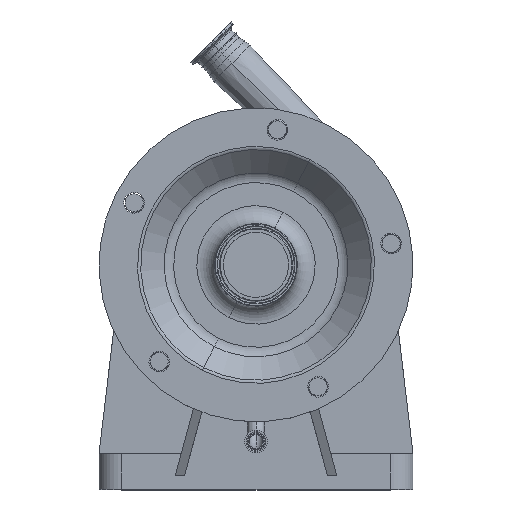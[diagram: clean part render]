
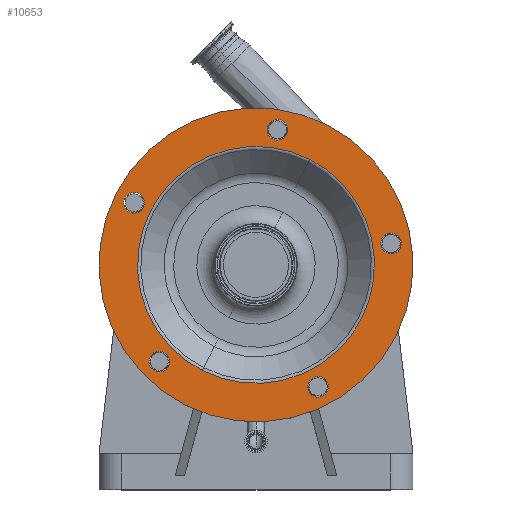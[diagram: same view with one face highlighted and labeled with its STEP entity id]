
A CAD part, top view. The second image highlights one B-rep face of the part: STEP entity #10653.
In plain terms, the highlighted planar face has unit normal (0, 0, 1).
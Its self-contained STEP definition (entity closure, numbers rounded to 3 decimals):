
#11 = ORIENTED_EDGE ( 'NONE', *, *, #10955, .F. ) ;
#20 = CIRCLE ( 'NONE', #11506, 11.5 ) ;
#375 = FACE_BOUND ( 'NONE', #6071, .T. ) ;
#524 = CARTESIAN_POINT ( 'NONE',  ( 18.635, 140.376, 289.5 ) ) ;
#554 = CARTESIAN_POINT ( 'NONE',  ( 0., 0., 289.5 ) ) ;
#622 = CIRCLE ( 'NONE', #2998, 11.5 ) ;
#810 = AXIS2_PLACEMENT_3D ( 'NONE', #8217, #6807, #13797 ) ;
#874 = CIRCLE ( 'NONE', #7117, 175. ) ;
#1109 = CIRCLE ( 'NONE', #7578, 175. ) ;
#1491 = CARTESIAN_POINT ( 'NONE',  ( 0., 0., 289.5 ) ) ;
#1604 = AXIS2_PLACEMENT_3D ( 'NONE', #3112, #4453, #6658 ) ;
#1624 = AXIS2_PLACEMENT_3D ( 'NONE', #11253, #10188, #12524 ) ;
#1636 = VERTEX_POINT ( 'NONE', #5870 ) ;
#1642 = DIRECTION ( 'NONE',  ( 0., 0., 1. ) ) ;
#1756 = AXIS2_PLACEMENT_3D ( 'NONE', #8481, #1806, #6389 ) ;
#1784 = VERTEX_POINT ( 'NONE', #3834 ) ;
#1806 = DIRECTION ( 'NONE',  ( 0., 0., 1. ) ) ;
#1859 = DIRECTION ( 'NONE',  ( -0.454, -0.891, 0. ) ) ;
#2009 = CARTESIAN_POINT ( 'NONE',  ( -107.834, -107.834, 289.5 ) ) ;
#2035 = VERTEX_POINT ( 'NONE', #3870 ) ;
#2058 = VERTEX_POINT ( 'NONE', #2679 ) ;
#2197 = CARTESIAN_POINT ( 'NONE',  ( 29.077, 160.869, 289.5 ) ) ;
#2246 = DIRECTION ( 'NONE',  ( 0., 0., -1. ) ) ;
#2351 = EDGE_CURVE ( 'NONE', #7880, #14048, #13510, .T. ) ;
#2374 = CARTESIAN_POINT ( 'NONE',  ( 145.402, 13.61, 289.5 ) ) ;
#2397 = ORIENTED_EDGE ( 'NONE', *, *, #9280, .T. ) ;
#2542 = CARTESIAN_POINT ( 'NONE',  ( 23.856, 150.622, 289.5 ) ) ;
#2679 = CARTESIAN_POINT ( 'NONE',  ( 64.013, -146.125, 289.5 ) ) ;
#2749 = DIRECTION ( 'NONE',  ( 0.454, 0.891, 0. ) ) ;
#2998 = AXIS2_PLACEMENT_3D ( 'NONE', #2009, #6439, #14411 ) ;
#3107 = DIRECTION ( 'NONE',  ( 0.454, 0.891, 0. ) ) ;
#3112 = CARTESIAN_POINT ( 'NONE',  ( 150.622, 23.856, 289.5 ) ) ;
#3129 = ORIENTED_EDGE ( 'NONE', *, *, #3492, .F. ) ;
#3361 = EDGE_LOOP ( 'NONE', ( #8413, #13460 ) ) ;
#3492 = EDGE_CURVE ( 'NONE', #4557, #2035, #10619, .T. ) ;
#3576 = CARTESIAN_POINT ( 'NONE',  ( 23.856, 150.622, 289.5 ) ) ;
#3731 = CARTESIAN_POINT ( 'NONE',  ( -155.926, 79.448, 289.5 ) ) ;
#3739 = DIRECTION ( 'NONE',  ( 0.454, 0.891, 0. ) ) ;
#3834 = CARTESIAN_POINT ( 'NONE',  ( 155.843, 34.103, 289.5 ) ) ;
#3870 = CARTESIAN_POINT ( 'NONE',  ( -141.099, 58.987, 289.5 ) ) ;
#3953 = EDGE_CURVE ( 'NONE', #2058, #4388, #13768, .T. ) ;
#3974 = CIRCLE ( 'NONE', #7329, 132.071 ) ;
#3990 = DIRECTION ( 'NONE',  ( -0.454, -0.891, 0. ) ) ;
#4033 = CARTESIAN_POINT ( 'NONE',  ( 150.622, 23.856, 289.5 ) ) ;
#4133 = ORIENTED_EDGE ( 'NONE', *, *, #11542, .F. ) ;
#4388 = VERTEX_POINT ( 'NONE', #5275 ) ;
#4453 = DIRECTION ( 'NONE',  ( 0., 0., 1. ) ) ;
#4542 = DIRECTION ( 'NONE',  ( 0.454, 0.891, 0. ) ) ;
#4549 = ORIENTED_EDGE ( 'NONE', *, *, #6893, .F. ) ;
#4557 = VERTEX_POINT ( 'NONE', #8581 ) ;
#4782 = FACE_BOUND ( 'NONE', #7978, .T. ) ;
#4821 = ORIENTED_EDGE ( 'NONE', *, *, #13306, .F. ) ;
#4854 = FACE_BOUND ( 'NONE', #9151, .T. ) ;
#4925 = DIRECTION ( 'NONE',  ( -0.454, -0.891, 0. ) ) ;
#4953 = AXIS2_PLACEMENT_3D ( 'NONE', #4033, #1642, #8613 ) ;
#5003 = ORIENTED_EDGE ( 'NONE', *, *, #7402, .F. ) ;
#5183 = DIRECTION ( 'NONE',  ( 0., 0., -1. ) ) ;
#5198 = AXIS2_PLACEMENT_3D ( 'NONE', #7952, #2246, #5556 ) ;
#5275 = CARTESIAN_POINT ( 'NONE',  ( 74.454, -125.632, 289.5 ) ) ;
#5556 = DIRECTION ( 'NONE',  ( -0.454, -0.891, 0. ) ) ;
#5743 = CARTESIAN_POINT ( 'NONE',  ( -113.055, -118.08, 289.5 ) ) ;
#5764 = EDGE_LOOP ( 'NONE', ( #5003, #4133 ) ) ;
#5870 = CARTESIAN_POINT ( 'NONE',  ( -102.613, -97.587, 289.5 ) ) ;
#5918 = FACE_BOUND ( 'NONE', #5764, .T. ) ;
#5981 = CARTESIAN_POINT ( 'NONE',  ( 59.959, 117.676, 289.5 ) ) ;
#6056 = DIRECTION ( 'NONE',  ( 0., 0., -1. ) ) ;
#6071 = EDGE_LOOP ( 'NONE', ( #2397, #13195 ) ) ;
#6248 = CARTESIAN_POINT ( 'NONE',  ( -79.448, -155.926, 289.5 ) ) ;
#6336 = DIRECTION ( 'NONE',  ( 0., 0., -1. ) ) ;
#6389 = DIRECTION ( 'NONE',  ( 0.454, 0.891, 0. ) ) ;
#6439 = DIRECTION ( 'NONE',  ( 0., 0., 1. ) ) ;
#6508 = EDGE_LOOP ( 'NONE', ( #14005, #4549 ) ) ;
#6631 = CIRCLE ( 'NONE', #4953, 11.5 ) ;
#6658 = DIRECTION ( 'NONE',  ( 0.454, 0.891, 0. ) ) ;
#6754 = VERTEX_POINT ( 'NONE', #6945 ) ;
#6807 = DIRECTION ( 'NONE',  ( 0., 0., 1. ) ) ;
#6893 = EDGE_CURVE ( 'NONE', #7731, #14497, #874, .T. ) ;
#6904 = CIRCLE ( 'NONE', #7375, 11.5 ) ;
#6945 = CARTESIAN_POINT ( 'NONE',  ( -59.959, -117.676, 289.5 ) ) ;
#7117 = AXIS2_PLACEMENT_3D ( 'NONE', #14812, #6336, #13181 ) ;
#7329 = AXIS2_PLACEMENT_3D ( 'NONE', #1491, #6056, #4925 ) ;
#7375 = AXIS2_PLACEMENT_3D ( 'NONE', #9386, #11035, #2749 ) ;
#7402 = EDGE_CURVE ( 'NONE', #1784, #11958, #6631, .T. ) ;
#7578 = AXIS2_PLACEMENT_3D ( 'NONE', #554, #5183, #3990 ) ;
#7731 = VERTEX_POINT ( 'NONE', #8746 ) ;
#7880 = VERTEX_POINT ( 'NONE', #2197 ) ;
#7952 = CARTESIAN_POINT ( 'NONE',  ( 0., 0., 289.5 ) ) ;
#7974 = EDGE_CURVE ( 'NONE', #13010, #6754, #10241, .T. ) ;
#7978 = EDGE_LOOP ( 'NONE', ( #3129, #11 ) ) ;
#8213 = AXIS2_PLACEMENT_3D ( 'NONE', #3576, #9362, #4542 ) ;
#8217 = CARTESIAN_POINT ( 'NONE',  ( -135.878, 69.234, 289.5 ) ) ;
#8413 = ORIENTED_EDGE ( 'NONE', *, *, #2351, .F. ) ;
#8481 = CARTESIAN_POINT ( 'NONE',  ( 69.234, -135.878, 289.5 ) ) ;
#8581 = CARTESIAN_POINT ( 'NONE',  ( -130.658, 79.48, 289.5 ) ) ;
#8613 = DIRECTION ( 'NONE',  ( 0.454, 0.891, 0. ) ) ;
#8746 = CARTESIAN_POINT ( 'NONE',  ( 79.448, 155.926, 289.5 ) ) ;
#8956 = EDGE_LOOP ( 'NONE', ( #12326, #10433 ) ) ;
#8972 = DIRECTION ( 'NONE',  ( 0., 0., 1. ) ) ;
#9151 = EDGE_LOOP ( 'NONE', ( #4821, #14429 ) ) ;
#9280 = EDGE_CURVE ( 'NONE', #6754, #13010, #3974, .T. ) ;
#9362 = DIRECTION ( 'NONE',  ( 0., 0., 1. ) ) ;
#9371 = EDGE_CURVE ( 'NONE', #12076, #1636, #622, .T. ) ;
#9372 = PLANE ( 'NONE',  #10723 ) ;
#9386 = CARTESIAN_POINT ( 'NONE',  ( -135.878, 69.234, 289.5 ) ) ;
#9448 = FACE_BOUND ( 'NONE', #8956, .T. ) ;
#9904 = EDGE_CURVE ( 'NONE', #14497, #7731, #1109, .T. ) ;
#10188 = DIRECTION ( 'NONE',  ( 0., 0., 1. ) ) ;
#10241 = CIRCLE ( 'NONE', #5198, 132.071 ) ;
#10433 = ORIENTED_EDGE ( 'NONE', *, *, #3953, .F. ) ;
#10497 = FACE_OUTER_BOUND ( 'NONE', #6508, .T. ) ;
#10619 = CIRCLE ( 'NONE', #810, 11.5 ) ;
#10639 = FACE_BOUND ( 'NONE', #3361, .T. ) ;
#10653 = ADVANCED_FACE ( 'NONE', ( #4854, #9448, #5918, #10639, #375, #10497, #4782 ), #9372, .F. ) ;
#10723 = AXIS2_PLACEMENT_3D ( 'NONE', #3731, #12143, #1859 ) ;
#10955 = EDGE_CURVE ( 'NONE', #2035, #4557, #6904, .T. ) ;
#11035 = DIRECTION ( 'NONE',  ( 0., 0., 1. ) ) ;
#11046 = AXIS2_PLACEMENT_3D ( 'NONE', #2542, #11635, #3739 ) ;
#11123 = EDGE_CURVE ( 'NONE', #4388, #2058, #12173, .T. ) ;
#11156 = CARTESIAN_POINT ( 'NONE',  ( -107.834, -107.834, 289.5 ) ) ;
#11253 = CARTESIAN_POINT ( 'NONE',  ( 69.234, -135.878, 289.5 ) ) ;
#11506 = AXIS2_PLACEMENT_3D ( 'NONE', #11156, #8972, #3107 ) ;
#11542 = EDGE_CURVE ( 'NONE', #11958, #1784, #14306, .T. ) ;
#11635 = DIRECTION ( 'NONE',  ( 0., 0., 1. ) ) ;
#11958 = VERTEX_POINT ( 'NONE', #2374 ) ;
#12076 = VERTEX_POINT ( 'NONE', #5743 ) ;
#12143 = DIRECTION ( 'NONE',  ( 0., 0., -1. ) ) ;
#12173 = CIRCLE ( 'NONE', #1624, 11.5 ) ;
#12326 = ORIENTED_EDGE ( 'NONE', *, *, #11123, .F. ) ;
#12524 = DIRECTION ( 'NONE',  ( 0.454, 0.891, 0. ) ) ;
#13010 = VERTEX_POINT ( 'NONE', #5981 ) ;
#13181 = DIRECTION ( 'NONE',  ( -0.454, -0.891, 0. ) ) ;
#13195 = ORIENTED_EDGE ( 'NONE', *, *, #7974, .T. ) ;
#13306 = EDGE_CURVE ( 'NONE', #1636, #12076, #20, .T. ) ;
#13460 = ORIENTED_EDGE ( 'NONE', *, *, #13886, .F. ) ;
#13510 = CIRCLE ( 'NONE', #8213, 11.5 ) ;
#13768 = CIRCLE ( 'NONE', #1756, 11.5 ) ;
#13797 = DIRECTION ( 'NONE',  ( 0.454, 0.891, 0. ) ) ;
#13886 = EDGE_CURVE ( 'NONE', #14048, #7880, #13929, .T. ) ;
#13929 = CIRCLE ( 'NONE', #11046, 11.5 ) ;
#14005 = ORIENTED_EDGE ( 'NONE', *, *, #9904, .F. ) ;
#14048 = VERTEX_POINT ( 'NONE', #524 ) ;
#14306 = CIRCLE ( 'NONE', #1604, 11.5 ) ;
#14411 = DIRECTION ( 'NONE',  ( 0.454, 0.891, 0. ) ) ;
#14429 = ORIENTED_EDGE ( 'NONE', *, *, #9371, .F. ) ;
#14497 = VERTEX_POINT ( 'NONE', #6248 ) ;
#14812 = CARTESIAN_POINT ( 'NONE',  ( 0., 0., 289.5 ) ) ;
